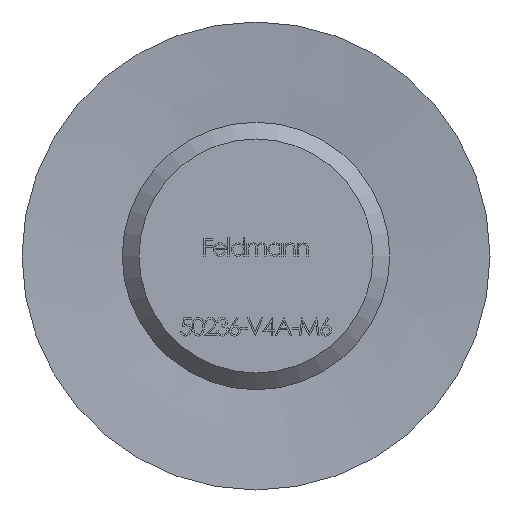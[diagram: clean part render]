
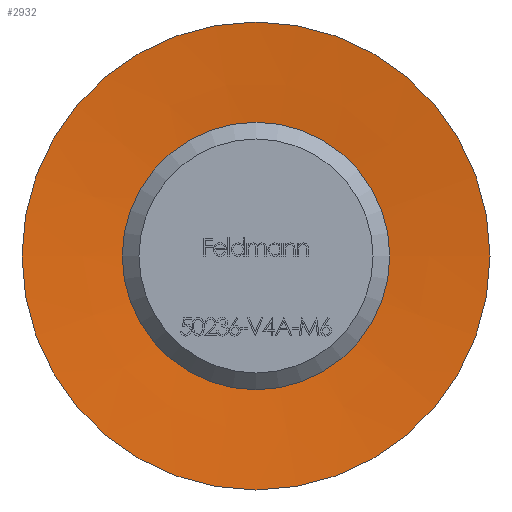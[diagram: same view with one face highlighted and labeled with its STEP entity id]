
A CAD part, front view. The second image highlights one B-rep face of the part: STEP entity #2932.
In plain terms, the highlighted conical face has half-angle 85 degrees and reference radius 3.373 mm.
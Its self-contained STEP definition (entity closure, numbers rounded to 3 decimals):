
#116 = AXIS2_PLACEMENT_3D ( 'NONE', #13311, #10110, #10200 ) ;
#518 = CARTESIAN_POINT ( 'NONE',  ( 0., 0.317, 0. ) ) ;
#738 = CARTESIAN_POINT ( 'NONE',  ( 7., 0., 0. ) ) ;
#831 = DIRECTION ( 'NONE',  ( 1., 0., 0. ) ) ;
#1553 = FACE_OUTER_BOUND ( 'NONE', #10456, .T. ) ;
#1813 = CIRCLE ( 'NONE', #8518, 3.373 ) ;
#2802 = VERTEX_POINT ( 'NONE', #10182 ) ;
#2842 = FACE_BOUND ( 'NONE', #6348, .T. ) ;
#2932 = ADVANCED_FACE ( 'NONE', ( #1553, #2842 ), #5326, .F. ) ;
#3808 = CARTESIAN_POINT ( 'NONE',  ( 0., 0.317, 0. ) ) ;
#5326 = CONICAL_SURFACE ( 'NONE', #13219, 3.373, 1.484 ) ;
#6071 = DIRECTION ( 'NONE',  ( 0., -1., 0. ) ) ;
#6296 = ORIENTED_EDGE ( 'NONE', *, *, #9608, .F. ) ;
#6348 = EDGE_LOOP ( 'NONE', ( #6296 ) ) ;
#7471 = VERTEX_POINT ( 'NONE', #738 ) ;
#8000 = DIRECTION ( 'NONE',  ( 0., -1., 0. ) ) ;
#8518 = AXIS2_PLACEMENT_3D ( 'NONE', #3808, #6071, #831 ) ;
#8996 = ORIENTED_EDGE ( 'NONE', *, *, #10143, .T. ) ;
#9608 = EDGE_CURVE ( 'NONE', #2802, #2802, #1813, .T. ) ;
#10110 = DIRECTION ( 'NONE',  ( 0., -1., 0. ) ) ;
#10143 = EDGE_CURVE ( 'NONE', #7471, #7471, #10426, .T. ) ;
#10182 = CARTESIAN_POINT ( 'NONE',  ( 3.373, 0.317, 0. ) ) ;
#10200 = DIRECTION ( 'NONE',  ( 1., 0., 0. ) ) ;
#10426 = CIRCLE ( 'NONE', #116, 7. ) ;
#10456 = EDGE_LOOP ( 'NONE', ( #8996 ) ) ;
#13219 = AXIS2_PLACEMENT_3D ( 'NONE', #518, #8000, #13301 ) ;
#13301 = DIRECTION ( 'NONE',  ( 1., 0., 0. ) ) ;
#13311 = CARTESIAN_POINT ( 'NONE',  ( 0., 0., 0. ) ) ;
